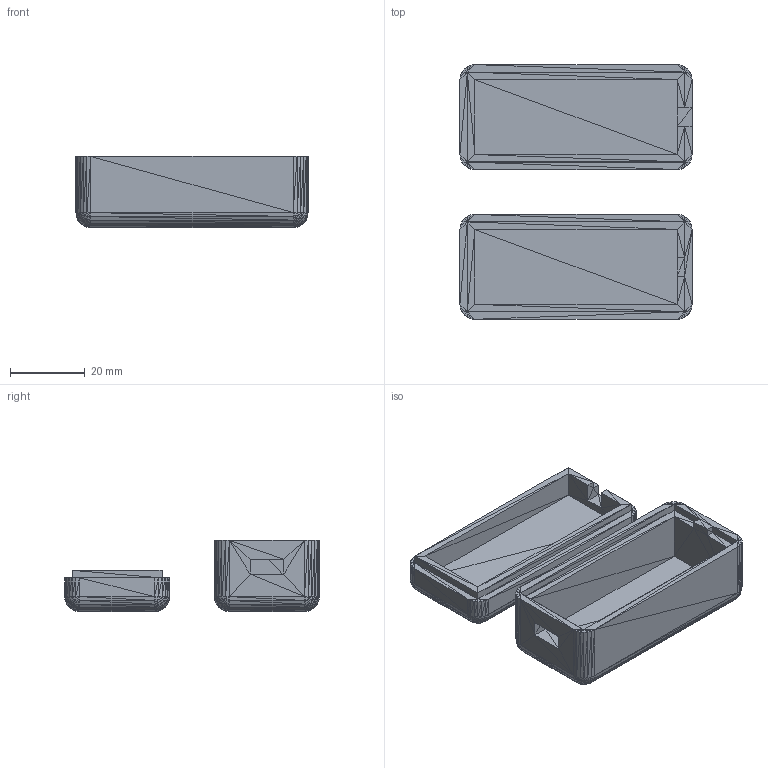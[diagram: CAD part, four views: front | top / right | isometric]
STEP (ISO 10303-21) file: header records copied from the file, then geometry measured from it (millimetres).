
FILE_DESCRIPTION(/* description */ (''),/* implementation_level */ '2;1');
FILE_NAME(/* name */ 'Roomba.step',/* time_stamp */ '2021-01-02T10:34:07-05:00',/* author */ (''),/* organization */ (''),/* preprocessor_version */ 'ST-DEVELOPER v18.1',/* originating_system */ 'Autodesk Translation Framework v9.3.0.1241',/* authorisation */ '');
FILE_SCHEMA (('AUTOMOTIVE_DESIGN { 1 0 10303 214 3 1 1 }'));
Length unit declared in the file: millimetre
Products named in the file (1): (Unsaved)
Bounding box: 62 x 68 x 19 mm (x, y, z)
Volume: 25094.8 mm3; surface area: 15016.9 mm2
Topology: 2 solids, 2 shells, 1076 faces, 1800 edges, 736 vertices
Faces by surface type: plane 992, bspline 84
Entity records: 23590 total; most frequent: CARTESIAN_POINT 5059, DIRECTION 3612, ORIENTED_EDGE 3600, EDGE_CURVE 1800, LINE 1626, VECTOR 1626, EDGE_LOOP 1086, FACE_OUTER_BOUND 1076
